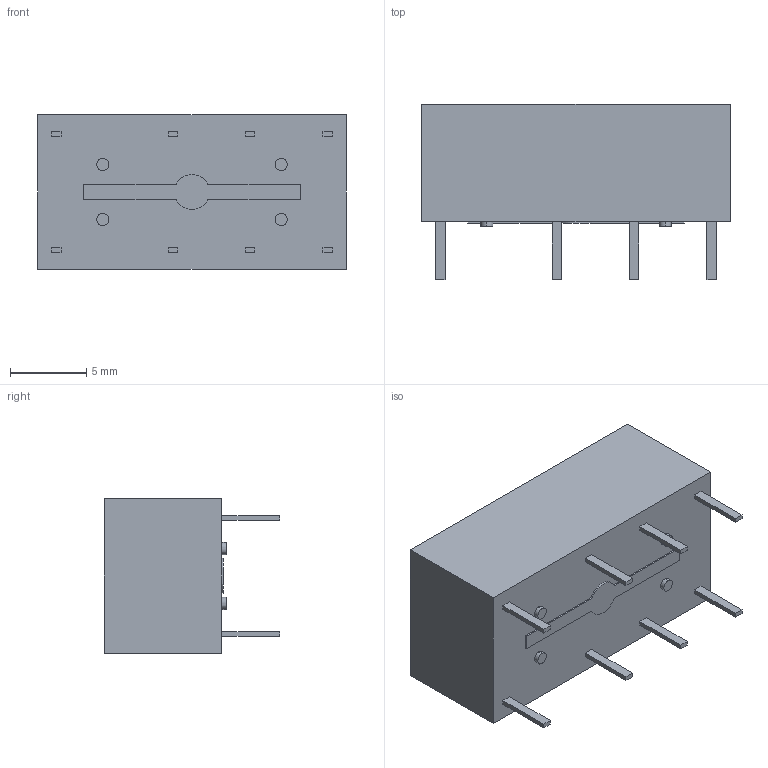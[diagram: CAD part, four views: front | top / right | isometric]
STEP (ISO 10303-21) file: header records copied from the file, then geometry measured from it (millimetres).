
FILE_DESCRIPTION (( 'STEP AP214' ), '1' );
FILE_NAME ('G6A_274P_DC3.step', '2017-04-26T10:19:06', ( 'OSMC1.0 ' ), ( ' ' ), 'SwSTEP 2.0', 'SolidWorks 2002025', '' );
FILE_SCHEMA (( 'AUTOMOTIVE_DESIGN' ));
Length unit declared in the file: millimetre
Products named in the file (1): G6A_274P_DC3
Bounding box: 20.2 x 11.5 x 10.1 mm (x, y, z)
Volume: 1578 mm3; surface area: 937.3 mm2
Topology: 1 solids, 1 shells, 73 faces, 171 edges, 114 vertices
Faces by surface type: plane 62, cylinder 11
Entity records: 2453 total; most frequent: CARTESIAN_POINT 359, ORIENTED_EDGE 342, DIRECTION 341, EDGE_CURVE 171, LINE 149, VECTOR 149, VERTEX_POINT 114, AXIS2_PLACEMENT_3D 96
